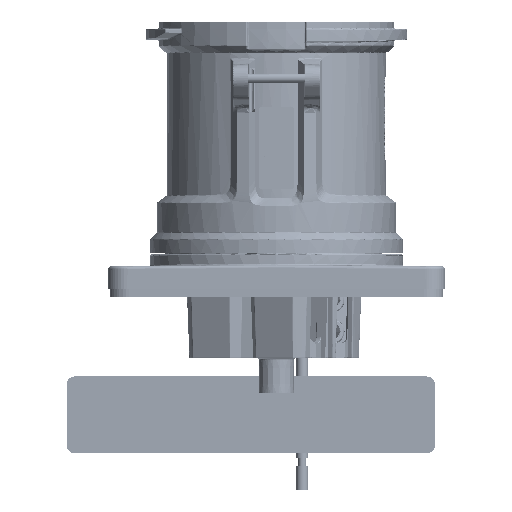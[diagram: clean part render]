
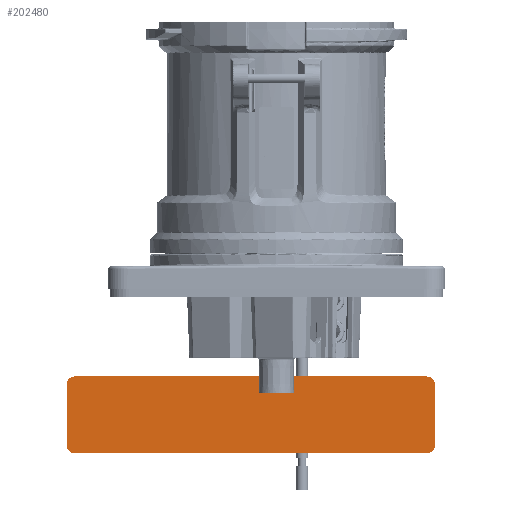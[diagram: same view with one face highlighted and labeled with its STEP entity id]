
A CAD part, front view. The second image highlights one B-rep face of the part: STEP entity #202480.
In plain terms, the highlighted planar face has unit normal (0, -1, 0).
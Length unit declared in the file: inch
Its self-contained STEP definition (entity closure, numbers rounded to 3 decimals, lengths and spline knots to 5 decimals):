
#1156 = CARTESIAN_POINT ( 'NONE',  ( -1.8, 5.15496, 1.63591 ) ) ;
#9093 = CIRCLE ( 'NONE', #256449, 0.125 ) ;
#11685 = CARTESIAN_POINT ( 'NONE',  ( 4.2, 5.15496, 1.51091 ) ) ;
#15091 = ORIENTED_EDGE ( 'NONE', *, *, #61185, .T. ) ;
#16339 = DIRECTION ( 'NONE',  ( 1., 0., 0. ) ) ;
#18428 = AXIS2_PLACEMENT_3D ( 'NONE', #80499, #32380, #269558 ) ;
#19335 = CARTESIAN_POINT ( 'NONE',  ( -1.8, 5.15496, 1.51091 ) ) ;
#32380 = DIRECTION ( 'NONE',  ( 0., -1., 0. ) ) ;
#40717 = DIRECTION ( 'NONE',  ( 0., -1., 0. ) ) ;
#41211 = CARTESIAN_POINT ( 'NONE',  ( 4.2, 5.15496, 0.38591 ) ) ;
#43007 = VERTEX_POINT ( 'NONE', #282146 ) ;
#61185 = EDGE_CURVE ( 'NONE', #254693, #266958, #177805, .T. ) ;
#62502 = DIRECTION ( 'NONE',  ( 1., 0., 0. ) ) ;
#64906 = VECTOR ( 'NONE', #89366, 39.37008 ) ;
#73442 = VERTEX_POINT ( 'NONE', #112279 ) ;
#77578 = EDGE_CURVE ( 'NONE', #264466, #227331, #154201, .T. ) ;
#80499 = CARTESIAN_POINT ( 'NONE',  ( 4.075, 5.15496, 1.51091 ) ) ;
#83134 = CARTESIAN_POINT ( 'NONE',  ( 1.2, 5.15496, 1.01091 ) ) ;
#84098 = VECTOR ( 'NONE', #202185, 39.37008 ) ;
#89366 = DIRECTION ( 'NONE',  ( 0., 0., -1. ) ) ;
#94757 = EDGE_CURVE ( 'NONE', #266958, #249783, #215130, .T. ) ;
#97355 = CARTESIAN_POINT ( 'NONE',  ( 4.2, 5.15496, 1.63591 ) ) ;
#105145 = AXIS2_PLACEMENT_3D ( 'NONE', #83134, #269241, #177714 ) ;
#107637 = CARTESIAN_POINT ( 'NONE',  ( 4.2, 5.15496, 1.63591 ) ) ;
#111164 = LINE ( 'NONE', #1156, #64906 ) ;
#111680 = VERTEX_POINT ( 'NONE', #19335 ) ;
#112279 = CARTESIAN_POINT ( 'NONE',  ( -1.675, 5.15496, 0.38591 ) ) ;
#116863 = EDGE_CURVE ( 'NONE', #43007, #73442, #9093, .T. ) ;
#117984 = EDGE_CURVE ( 'NONE', #227331, #111680, #271365, .T. ) ;
#123599 = PLANE ( 'NONE',  #105145 ) ;
#126353 = DIRECTION ( 'NONE',  ( 0., 0., 1. ) ) ;
#126797 = CARTESIAN_POINT ( 'NONE',  ( 4.075, 5.15496, 0.38591 ) ) ;
#136579 = ORIENTED_EDGE ( 'NONE', *, *, #77578, .T. ) ;
#137721 = AXIS2_PLACEMENT_3D ( 'NONE', #226753, #40717, #62502 ) ;
#152852 = CARTESIAN_POINT ( 'NONE',  ( -1.675, 5.15496, 0.51091 ) ) ;
#154201 = LINE ( 'NONE', #107637, #84098 ) ;
#165442 = CARTESIAN_POINT ( 'NONE',  ( 4.075, 5.15496, 1.63591 ) ) ;
#169414 = ORIENTED_EDGE ( 'NONE', *, *, #117984, .T. ) ;
#177714 = DIRECTION ( 'NONE',  ( 1., 0., 0. ) ) ;
#177805 = CIRCLE ( 'NONE', #182666, 0.125 ) ;
#182368 = ORIENTED_EDGE ( 'NONE', *, *, #94757, .T. ) ;
#182666 = AXIS2_PLACEMENT_3D ( 'NONE', #228600, #295362, #16339 ) ;
#192151 = EDGE_CURVE ( 'NONE', #111680, #43007, #111164, .T. ) ;
#192993 = EDGE_LOOP ( 'NONE', ( #136579, #169414, #248331, #295032, #267787, #15091, #182368, #250144 ) ) ;
#202185 = DIRECTION ( 'NONE',  ( -1., 0., 0. ) ) ;
#202480 = ADVANCED_FACE ( 'NONE', ( #287907 ), #123599, .F. ) ;
#215130 = LINE ( 'NONE', #97355, #221406 ) ;
#221406 = VECTOR ( 'NONE', #126353, 39.37008 ) ;
#221493 = CIRCLE ( 'NONE', #18428, 0.125 ) ;
#226753 = CARTESIAN_POINT ( 'NONE',  ( -1.675, 5.15496, 1.51091 ) ) ;
#227331 = VERTEX_POINT ( 'NONE', #243356 ) ;
#228600 = CARTESIAN_POINT ( 'NONE',  ( 4.075, 5.15496, 0.51091 ) ) ;
#231969 = EDGE_CURVE ( 'NONE', #249783, #264466, #221493, .T. ) ;
#242680 = DIRECTION ( 'NONE',  ( 1., 0., 0. ) ) ;
#243356 = CARTESIAN_POINT ( 'NONE',  ( -1.675, 5.15496, 1.63591 ) ) ;
#245721 = DIRECTION ( 'NONE',  ( 0., -1., 0. ) ) ;
#248331 = ORIENTED_EDGE ( 'NONE', *, *, #192151, .T. ) ;
#249783 = VERTEX_POINT ( 'NONE', #11685 ) ;
#250144 = ORIENTED_EDGE ( 'NONE', *, *, #231969, .T. ) ;
#251969 = LINE ( 'NONE', #41211, #300480 ) ;
#254693 = VERTEX_POINT ( 'NONE', #126797 ) ;
#256449 = AXIS2_PLACEMENT_3D ( 'NONE', #152852, #245721, #242680 ) ;
#264466 = VERTEX_POINT ( 'NONE', #165442 ) ;
#266958 = VERTEX_POINT ( 'NONE', #305551 ) ;
#267787 = ORIENTED_EDGE ( 'NONE', *, *, #284921, .T. ) ;
#269241 = DIRECTION ( 'NONE',  ( 0., 1., 0. ) ) ;
#269558 = DIRECTION ( 'NONE',  ( 1., 0., 0. ) ) ;
#271365 = CIRCLE ( 'NONE', #137721, 0.125 ) ;
#273856 = DIRECTION ( 'NONE',  ( 1., 0., 0. ) ) ;
#282146 = CARTESIAN_POINT ( 'NONE',  ( -1.8, 5.15496, 0.51091 ) ) ;
#284921 = EDGE_CURVE ( 'NONE', #73442, #254693, #251969, .T. ) ;
#287907 = FACE_OUTER_BOUND ( 'NONE', #192993, .T. ) ;
#295032 = ORIENTED_EDGE ( 'NONE', *, *, #116863, .T. ) ;
#295362 = DIRECTION ( 'NONE',  ( 0., -1., 0. ) ) ;
#300480 = VECTOR ( 'NONE', #273856, 39.37008 ) ;
#305551 = CARTESIAN_POINT ( 'NONE',  ( 4.2, 5.15496, 0.51091 ) ) ;
